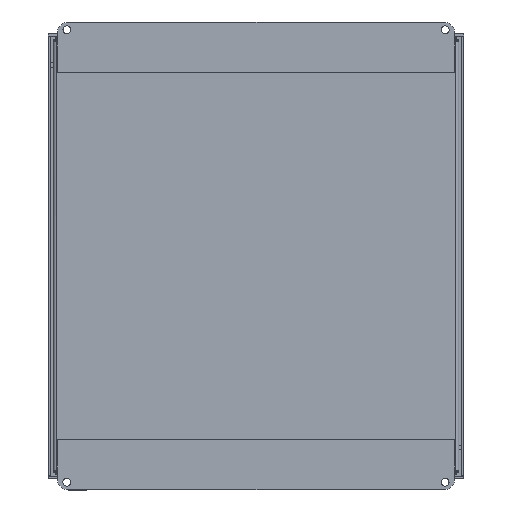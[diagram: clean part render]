
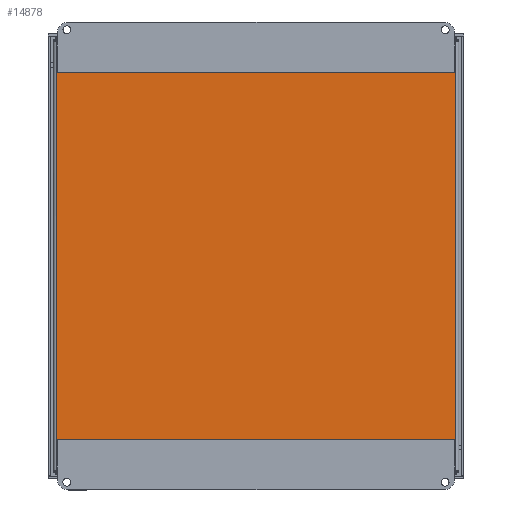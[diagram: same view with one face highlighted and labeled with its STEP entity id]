
A CAD part, top view. The second image highlights one B-rep face of the part: STEP entity #14878.
In plain terms, the highlighted face is planar.
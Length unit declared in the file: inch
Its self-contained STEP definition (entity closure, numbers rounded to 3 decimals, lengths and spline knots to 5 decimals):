
#692=CIRCLE('',#16020,0.07);
#696=CIRCLE('',#16026,0.07);
#697=CIRCLE('',#16028,0.07);
#698=CIRCLE('',#16029,0.07);
#1415=PLANE('',#16027);
#2149=FACE_OUTER_BOUND('',#3000,.T.);
#3000=EDGE_LOOP('',(#13438,#13439,#13440,#13441,#13442,#13443,#13444,#13445));
#4511=LINE('',#24696,#6022);
#4524=LINE('',#24834,#6035);
#4534=LINE('',#24952,#6045);
#4545=LINE('',#25052,#6056);
#6022=VECTOR('',#19711,13.76142);
#6035=VECTOR('',#19746,12.76142);
#6045=VECTOR('',#19768,13.76142);
#6056=VECTOR('',#19797,12.76142);
#7412=VERTEX_POINT('',#24632);
#7413=VERTEX_POINT('',#24679);
#7424=VERTEX_POINT('',#24769);
#7425=VERTEX_POINT('',#24817);
#7430=VERTEX_POINT('',#24888);
#7431=VERTEX_POINT('',#24935);
#7442=VERTEX_POINT('',#25019);
#7443=VERTEX_POINT('',#25038);
#9391=EDGE_CURVE('',#7412,#7413,#4511,.T.);
#9412=EDGE_CURVE('',#7424,#7425,#4524,.T.);
#9426=EDGE_CURVE('',#7430,#7431,#4534,.T.);
#9445=EDGE_CURVE('',#7442,#7443,#4545,.T.);
#9449=EDGE_CURVE('',#7443,#7430,#692,.T.);
#9453=EDGE_CURVE('',#7413,#7442,#696,.T.);
#9454=EDGE_CURVE('',#7431,#7424,#697,.T.);
#9455=EDGE_CURVE('',#7425,#7412,#698,.T.);
#13438=ORIENTED_EDGE('',*,*,#9445,.T.);
#13439=ORIENTED_EDGE('',*,*,#9449,.T.);
#13440=ORIENTED_EDGE('',*,*,#9426,.T.);
#13441=ORIENTED_EDGE('',*,*,#9454,.T.);
#13442=ORIENTED_EDGE('',*,*,#9412,.T.);
#13443=ORIENTED_EDGE('',*,*,#9455,.T.);
#13444=ORIENTED_EDGE('',*,*,#9391,.T.);
#13445=ORIENTED_EDGE('',*,*,#9453,.T.);
#14878=ADVANCED_FACE('',(#2149),#1415,.F.);
#16020=AXIS2_PLACEMENT_3D('',#25087,#19808,#19809);
#16026=AXIS2_PLACEMENT_3D('',#25093,#19820,#19821);
#16027=AXIS2_PLACEMENT_3D('',#25094,#19822,#19823);
#16028=AXIS2_PLACEMENT_3D('',#25095,#19824,#19825);
#16029=AXIS2_PLACEMENT_3D('',#25096,#19826,#19827);
#19711=DIRECTION('',(0.,-1.,0.));
#19746=DIRECTION('',(1.,0.,0.));
#19768=DIRECTION('',(0.,1.,0.));
#19797=DIRECTION('',(-1.,0.,0.));
#19808=DIRECTION('center_axis',(0.,0.,1.));
#19809=DIRECTION('ref_axis',(1.,0.,0.));
#19820=DIRECTION('center_axis',(0.,0.,1.));
#19821=DIRECTION('ref_axis',(1.,0.,0.));
#19822=DIRECTION('center_axis',(0.,0.,1.));
#19823=DIRECTION('ref_axis',(1.,0.,0.));
#19824=DIRECTION('center_axis',(0.,0.,1.));
#19825=DIRECTION('ref_axis',(1.,0.,0.));
#19826=DIRECTION('center_axis',(0.,0.,1.));
#19827=DIRECTION('ref_axis',(1.,0.,0.));
#24632=CARTESIAN_POINT('',(12.89475,13.88071,0.));
#24679=CARTESIAN_POINT('',(12.89475,0.11929,0.));
#24696=CARTESIAN_POINT('',(12.89475,10.44738,0.));
#24769=CARTESIAN_POINT('',(0.11929,13.89475,0.));
#24817=CARTESIAN_POINT('',(12.88071,13.89475,0.));
#24834=CARTESIAN_POINT('',(3.30263,13.89475,0.));
#24888=CARTESIAN_POINT('',(0.10525,0.11929,0.));
#24935=CARTESIAN_POINT('',(0.10525,13.88071,0.));
#24952=CARTESIAN_POINT('',(0.10525,3.55263,0.));
#25019=CARTESIAN_POINT('',(12.88071,0.10525,0.));
#25038=CARTESIAN_POINT('',(0.11929,0.10525,0.));
#25052=CARTESIAN_POINT('',(9.69738,0.10525,0.));
#25087=CARTESIAN_POINT('Origin',(0.06327,0.06327,
0.));
#25093=CARTESIAN_POINT('Origin',(12.93673,0.06327,0.));
#25094=CARTESIAN_POINT('Origin',(6.5,7.,0.));
#25095=CARTESIAN_POINT('Origin',(0.06327,13.93673,0.));
#25096=CARTESIAN_POINT('Origin',(12.93673,13.93673,0.));
